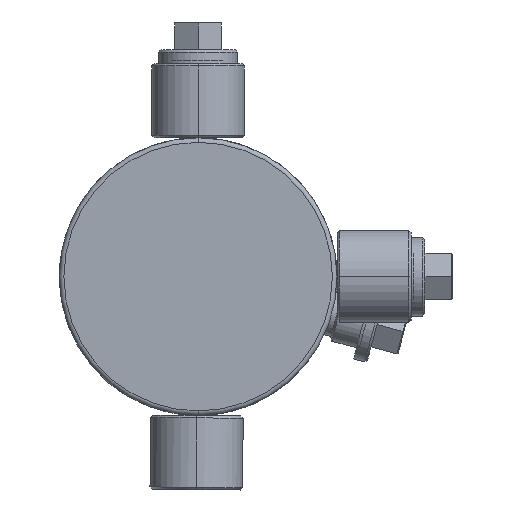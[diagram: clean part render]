
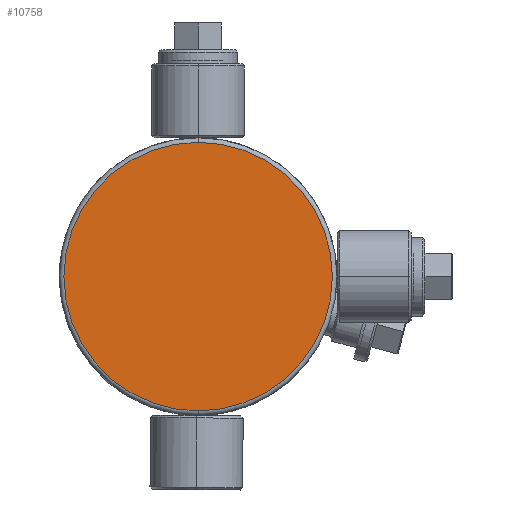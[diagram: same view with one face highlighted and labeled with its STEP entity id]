
A CAD part, left-side view. The second image highlights one B-rep face of the part: STEP entity #10758.
In plain terms, the highlighted planar face has unit normal (-1, 0, 0).
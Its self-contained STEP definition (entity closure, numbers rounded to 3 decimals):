
#570 = DIRECTION ( 'NONE',  ( 0., 0., 1. ) ) ;
#657 = DIRECTION ( 'NONE',  ( 0., 0., 1. ) ) ;
#1021 = DIRECTION ( 'NONE',  ( -1., 0., 0. ) ) ;
#1040 = EDGE_CURVE ( 'NONE', #11791, #8605, #6955, .T. ) ;
#1097 = ORIENTED_EDGE ( 'NONE', *, *, #1040, .T. ) ;
#1474 = ORIENTED_EDGE ( 'NONE', *, *, #2841, .T. ) ;
#2841 = EDGE_CURVE ( 'NONE', #8605, #11791, #16763, .T. ) ;
#3655 = PLANE ( 'NONE',  #12336 ) ;
#4193 = AXIS2_PLACEMENT_3D ( 'NONE', #15549, #4775, #570 ) ;
#4775 = DIRECTION ( 'NONE',  ( -1., 0., 0. ) ) ;
#6407 = AXIS2_PLACEMENT_3D ( 'NONE', #14650, #10872, #12345 ) ;
#6955 = CIRCLE ( 'NONE', #6407, 29. ) ;
#8605 = VERTEX_POINT ( 'NONE', #14311 ) ;
#8810 = CARTESIAN_POINT ( 'NONE',  ( -8., 0., 29. ) ) ;
#10758 = ADVANCED_FACE ( 'NONE', ( #16876 ), #3655, .T. ) ;
#10872 = DIRECTION ( 'NONE',  ( -1., 0., 0. ) ) ;
#11791 = VERTEX_POINT ( 'NONE', #15437 ) ;
#12336 = AXIS2_PLACEMENT_3D ( 'NONE', #8810, #1021, #657 ) ;
#12345 = DIRECTION ( 'NONE',  ( 0., 0., 1. ) ) ;
#14311 = CARTESIAN_POINT ( 'NONE',  ( -8., 0., -29. ) ) ;
#14650 = CARTESIAN_POINT ( 'NONE',  ( -8., 0., 0. ) ) ;
#15437 = CARTESIAN_POINT ( 'NONE',  ( -8., 0., 29. ) ) ;
#15549 = CARTESIAN_POINT ( 'NONE',  ( -8., 0., 0. ) ) ;
#16763 = CIRCLE ( 'NONE', #4193, 29. ) ;
#16876 = FACE_OUTER_BOUND ( 'NONE', #16934, .T. ) ;
#16934 = EDGE_LOOP ( 'NONE', ( #1097, #1474 ) ) ;
